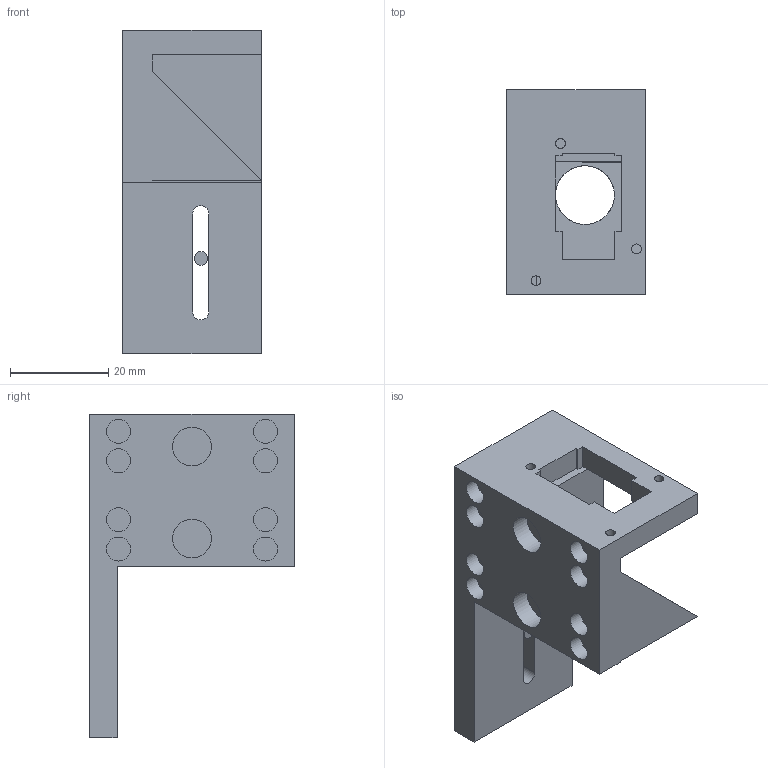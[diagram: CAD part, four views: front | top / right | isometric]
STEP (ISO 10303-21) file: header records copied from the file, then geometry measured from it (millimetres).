
FILE_DESCRIPTION(/* description */ (''),/* implementation_level */ '2;1');
FILE_NAME(/* name */ '30_cellSTORM_laserbase_base_v3.ipt.step',/* time_stamp */ '2022-11-29T08:13:48+01:00',/* author */ ('diederichbenedict'),/* organization */ (''),/* preprocessor_version */ 'ST-DEVELOPER v18.1',/* originating_system */ 'Autodesk Inventor 2022',/* authorisation */ '');
FILE_SCHEMA (('AUTOMOTIVE_DESIGN { 1 0 10303 214 3 1 1 }'));
Length unit declared in the file: millimetre
Products named in the file (1): 30_cellSTORM_laserbase_base_v3
Bounding box: 28.27 x 41.75 x 66 mm (x, y, z)
Volume: 28673.3 mm3; surface area: 11403.3 mm2
Topology: 2 solids, 2 shells, 69 faces, 151 edges, 99 vertices
Faces by surface type: plane 48, cylinder 21
Full cylindrical faces by diameter (mm): 2 x3, 2.8 x1, 2.9 x4, 4.9 x8, 7.9 x2, 12 x1
Entity records: 1949 total; most frequent: DIRECTION 335, CARTESIAN_POINT 320, ORIENTED_EDGE 302, EDGE_CURVE 151, AXIS2_PLACEMENT_3D 114, LINE 107, VECTOR 107, VERTEX_POINT 99
